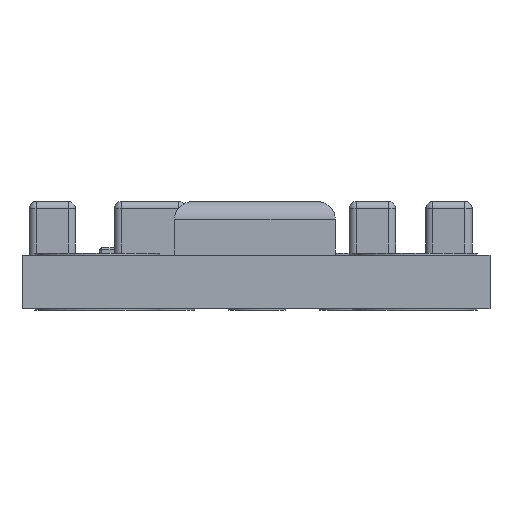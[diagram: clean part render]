
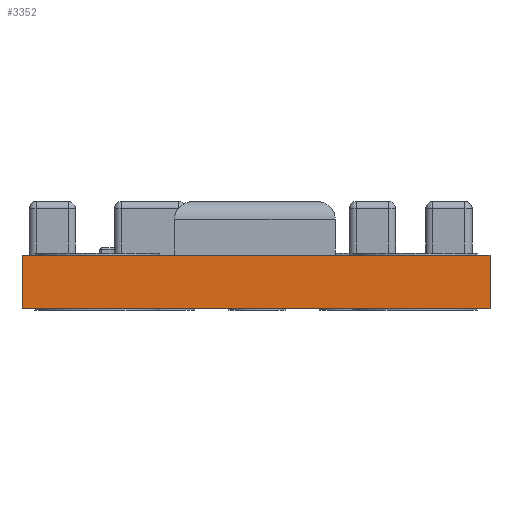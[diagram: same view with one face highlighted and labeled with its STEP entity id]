
A CAD part, front view. The second image highlights one B-rep face of the part: STEP entity #3352.
In plain terms, the highlighted planar face has unit normal (0, -1, 0).
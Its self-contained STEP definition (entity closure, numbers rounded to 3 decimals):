
#161=PLANE($,#3754);
#243=LINE($,#5058,#476);
#389=LINE($,#5671,#622);
#394=LINE($,#5680,#627);
#395=LINE($,#5682,#628);
#476=VECTOR($,#4050,13.1);
#622=VECTOR($,#4774,1.5);
#627=VECTOR($,#4783,1.5);
#628=VECTOR($,#4786,13.1);
#918=FACE_OUTER_BOUND($,#1173,.T.);
#1173=EDGE_LOOP($,(#2892,#2893,#2894,#2895));
#1450=VERTEX_POINT($,#5056);
#1451=VERTEX_POINT($,#5057);
#1628=VERTEX_POINT($,#5668);
#1631=VERTEX_POINT($,#5678);
#1762=EDGE_CURVE($,#1450,#1451,#243,.T.);
#2050=EDGE_CURVE($,#1628,#1450,#389,.T.);
#2055=EDGE_CURVE($,#1631,#1451,#394,.T.);
#2056=EDGE_CURVE($,#1631,#1628,#395,.T.);
#2892=ORIENTED_EDGE($,*,*,#2056,.F.);
#2893=ORIENTED_EDGE($,*,*,#2055,.T.);
#2894=ORIENTED_EDGE($,*,*,#1762,.F.);
#2895=ORIENTED_EDGE($,*,*,#2050,.F.);
#3352=ADVANCED_FACE($,(#918),#161,.T.);
#3754=AXIS2_PLACEMENT_3D($,#5681,#4784,#4785);
#4050=DIRECTION($,(1.,0.,0.));
#4774=DIRECTION($,(0.,0.,1.));
#4783=DIRECTION($,(0.,0.,1.));
#4784=DIRECTION('center_axis',(0.,-1.,0.));
#4785=DIRECTION('ref_axis',(1.,0.,0.));
#4786=DIRECTION($,(-1.,0.,0.));
#5056=CARTESIAN_POINT('',(0.,-15.,1.5));
#5057=CARTESIAN_POINT('',(13.1,-15.,1.5));
#5058=CARTESIAN_POINT($,(13.1,-15.,1.5));
#5668=CARTESIAN_POINT('',(0.,-15.,0.));
#5671=CARTESIAN_POINT($,(0.,-15.,0.));
#5678=CARTESIAN_POINT('',(13.1,-15.,0.));
#5680=CARTESIAN_POINT($,(13.1,-15.,0.));
#5681=CARTESIAN_POINT('Origin',(0.,-15.,0.));
#5682=CARTESIAN_POINT($,(13.1,-15.,0.));
